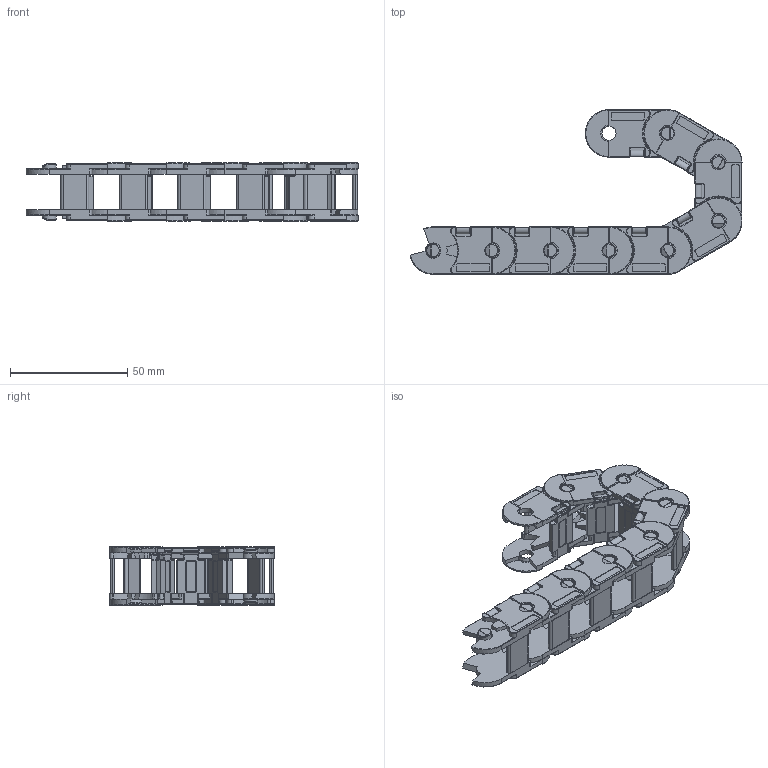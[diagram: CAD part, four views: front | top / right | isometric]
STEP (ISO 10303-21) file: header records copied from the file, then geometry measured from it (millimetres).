
FILE_DESCRIPTION (( 'STEP AP214' ), '1' );
FILE_NAME ('CK15-A015-R025.STEP', '2019-09-02T11:58:30', ( '' ), ( '' ), 'SwSTEP 2.0', 'SolidWorks 2017', '' );
FILE_SCHEMA (( 'AUTOMOTIVE_DESIGN' ));
Length unit declared in the file: millimetre
Products named in the file (2): CK15-A015-R025; CK15X15 A
Assembly tree (8 placements, depth 2):
  CK15-A015-R025
    CK15X15 A  x8
Bounding box: 141.64 x 70.2 x 25 mm (x, y, z)
Volume: 41540.5 mm3; surface area: 45712.7 mm2
Topology: 24 solids, 24 shells, 3584 faces, 8792 edges, 5032 vertices
Faces by surface type: cylinder 1712, plane 944, torus 416, sphere 360, bspline 128, cone 24
Entity records: 18146 total; most frequent: CARTESIAN_POINT 2772, DIRECTION 2330, ORIENTED_EDGE 2114, EDGE_CURVE 1057, AXIS2_PLACEMENT_3D 918, VERTEX_POINT 624, VECTOR 494, LINE 494
